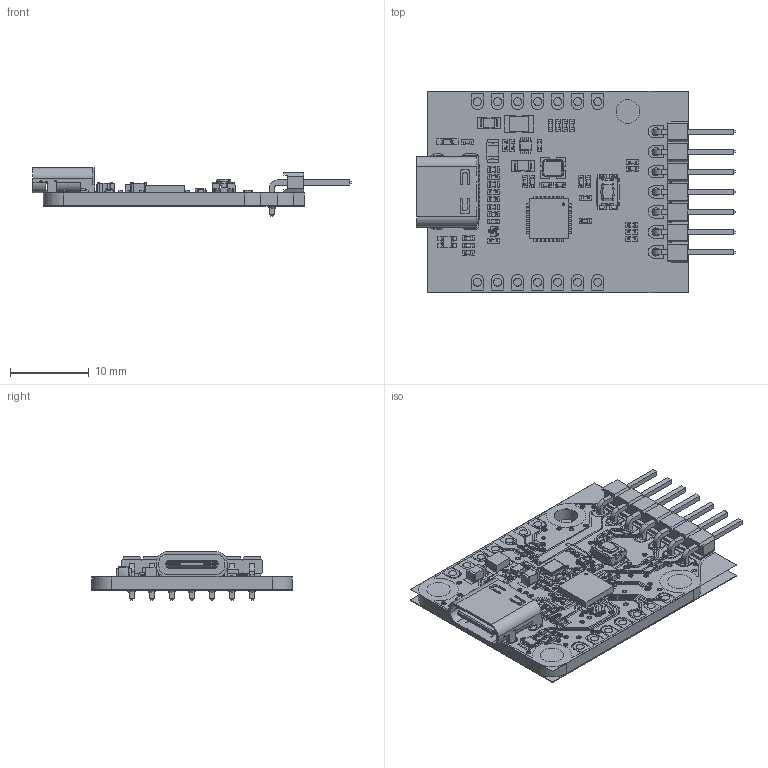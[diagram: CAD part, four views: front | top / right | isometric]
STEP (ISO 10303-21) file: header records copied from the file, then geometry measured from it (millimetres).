
FILE_DESCRIPTION(/* description */ (''),/* implementation_level */ '2;1');
FILE_NAME(/* name */ 'pitay-link v33.step',/* time_stamp */ '2020-02-17T16:10:10+08:00',/* author */ (''),/* organization */ (''),/* preprocessor_version */ 'ST-DEVELOPER v18',/* originating_system */ 'Autodesk Translation Framework v8.12.0.6',/* authorisation */ '');
FILE_SCHEMA (('AUTOMOTIVE_DESIGN { 1 0 10303 214 3 1 1 }'));
Products named in the file (261): pitay-link; BOARD; EXTERNAL COPPER; TOP; PADS_TOP; CIRCLE_6096; RECT_6200X6200; RECT_4200X3000; RECT_3200X3000; RECT_12000X11000; RECT_8000X5500; RECT_10000X7000; RECT_21000X14000; RECT_14500X11500; RECT_14500X9500; RECT_7200X5900; RECT_6200X5700; SHAPE_CMPLXRR0-3X0-8A0; RECT_32000X32000; RECT_6000X2500; RECT_11500X10500; SHAPE_CMPLXRR78_200X156; OBLONG_16000X10000; OBLONG_21000X10000; RECT_11300X6000; RECT_11300X3000; CIRCLE_3000; CIRCLE_30000; TRACES_TOP; SHAPES_TOP; SHAPE_1_TGT_TXD; SHAPE_2_TGT_TXD; SHAPE_3_D-; SHAPE_4_D-; SHAPE_5_D-; SHAPE_6_N16776745; SHAPE_7_N16776745; AD7; AD6; SHAPE_10_3V3 ...
Assembly tree (693 placements, depth 5):
  pitay-link
    BOARD
    EXTERNAL COPPER
      TOP
        PADS_TOP
          CIRCLE_6096  x111
          RECT_6200X6200  x10
          RECT_4200X3000
          RECT_3200X3000  x2
          RECT_12000X11000  x4
          RECT_8000X5500  x4
          RECT_10000X7000  x2
          RECT_21000X14000  x2
          RECT_14500X11500  x4
          RECT_14500X9500  x2
          RECT_7200X5900  x6
          RECT_6200X5700  x50
          SHAPE_CMPLXRR0-3X0-8A0  x32
          RECT_32000X32000
          RECT_6000X2500  x6
          RECT_11500X10500  x4
          SHAPE_CMPLXRR78_200X156  x21
          OBLONG_16000X10000  x2
          OBLONG_21000X10000  x2
          RECT_11300X6000  x4
          RECT_11300X3000  x8
          CIRCLE_3000  x2
          CIRCLE_30000  x4
        TRACES_TOP
        SHAPES_TOP
          SHAPE_1_TGT_TXD
          SHAPE_2_TGT_TXD
          SHAPE_3_D-
          SHAPE_4_D-
          SHAPE_5_D-
          SHAPE_6_N16776745
          SHAPE_7_N16776745
          AD7
          AD6
          SHAPE_10_3V3
          SHAPE_11_3V3
          SHAPE_12_3V3
          SHAPE_13_3V3
          SHAPE_14_3V3
          SHAPE_15_3V3
          SHAPE_16_3V3
          SHAPE_17_3V3
          SHAPE_18_3V3
          SHAPE_19_3V3
          SHAPE_20_3V3
          SHAPE_21_3V3
          SHAPE_22_3V3
          SHAPE_23_3V3
          SHAPE_24_3V3
          SHAPE_25_D+
          SHAPE_26_D+
          SHAPE_27_N16769757
          SHAPE_28_N16769493
          SHAPE_29_N16769493
          SHAPE_30_N16769493
Bounding box: 40.31 x 25.47 x 6.13 mm (x, y, z)
Volume: 1604.9 mm3; surface area: 8290.3 mm2
Topology: 355 solids, 1148 shells, 5549 faces, 15677 edges, 11581 vertices
Faces by surface type: plane 4211, cylinder 1069, sphere 134, bspline 128, torus 7
Full cylindrical faces by diameter (mm): 0.08 x1, 0.33 x111, 0.65 x2, 0.8 x1, 1.02 x67, 1.2 x4, 3 x5
Entity records: 143012 total; most frequent: CARTESIAN_POINT 28216, DIRECTION 22885, ORIENTED_EDGE 18867, EDGE_CURVE 11009, VERTEX_POINT 8282, LINE 8203, VECTOR 8203, AXIS2_PLACEMENT_3D 7341
